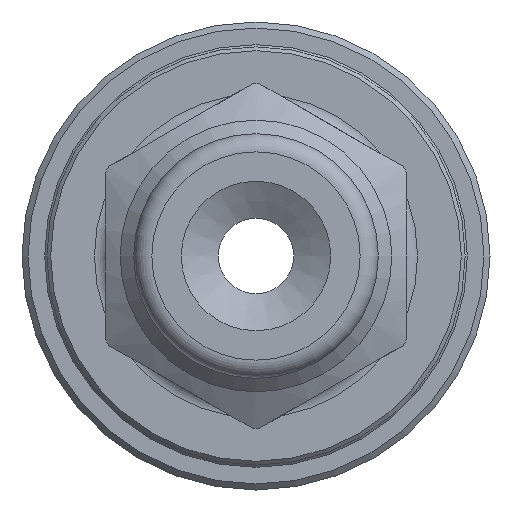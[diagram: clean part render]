
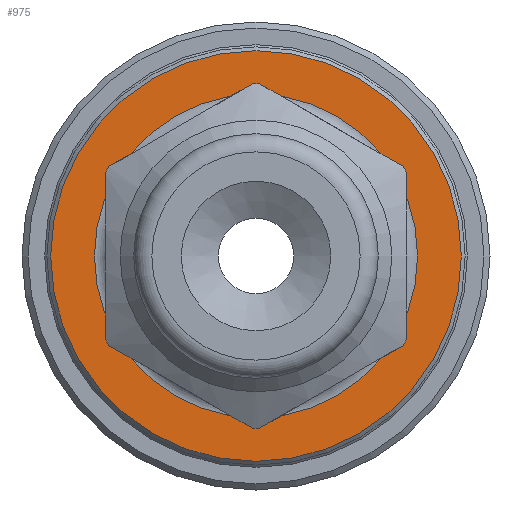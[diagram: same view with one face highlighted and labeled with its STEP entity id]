
A CAD part, left-side view. The second image highlights one B-rep face of the part: STEP entity #975.
In plain terms, the highlighted planar face has unit normal (-1, 0, 0).
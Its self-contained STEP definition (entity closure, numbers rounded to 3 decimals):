
#146=FACE_BOUND('',#223,.T.);
#154=PLANE('',#1097);
#169=FACE_OUTER_BOUND('',#222,.T.);
#222=EDGE_LOOP('',(#661));
#223=EDGE_LOOP('',(#662,#663));
#284=CIRCLE('',#1093,5.35);
#285=CIRCLE('',#1094,5.35);
#288=CIRCLE('',#1098,6.8);
#389=VERTEX_POINT('',#1620);
#390=VERTEX_POINT('',#1622);
#392=VERTEX_POINT('',#1629);
#500=EDGE_CURVE('',#389,#390,#284,.T.);
#501=EDGE_CURVE('',#390,#389,#285,.T.);
#504=EDGE_CURVE('',#392,#392,#288,.T.);
#661=ORIENTED_EDGE('',*,*,#504,.F.);
#662=ORIENTED_EDGE('',*,*,#501,.F.);
#663=ORIENTED_EDGE('',*,*,#500,.F.);
#975=ADVANCED_FACE('',(#169,#146),#154,.T.);
#1093=AXIS2_PLACEMENT_3D('',#1623,#1261,#1262);
#1094=AXIS2_PLACEMENT_3D('',#1624,#1263,#1264);
#1097=AXIS2_PLACEMENT_3D('',#1628,#1269,#1270);
#1098=AXIS2_PLACEMENT_3D('',#1630,#1271,#1272);
#1261=DIRECTION('center_axis',(-1.,0.,0.));
#1262=DIRECTION('ref_axis',(0.,-1.,0.));
#1263=DIRECTION('center_axis',(-1.,0.,0.));
#1264=DIRECTION('ref_axis',(0.,-1.,0.));
#1269=DIRECTION('center_axis',(-1.,0.,0.));
#1270=DIRECTION('ref_axis',(0.,0.,1.));
#1271=DIRECTION('center_axis',(1.,0.,0.));
#1272=DIRECTION('ref_axis',(0.,-1.,0.));
#1620=CARTESIAN_POINT('',(23.5,0.,5.35));
#1622=CARTESIAN_POINT('',(23.5,5.35,0.));
#1623=CARTESIAN_POINT('Origin',(23.5,0.,0.));
#1624=CARTESIAN_POINT('Origin',(23.5,0.,0.));
#1628=CARTESIAN_POINT('Origin',(23.5,5.925,0.));
#1629=CARTESIAN_POINT('',(23.5,6.8,0.));
#1630=CARTESIAN_POINT('Origin',(23.5,0.,0.));
